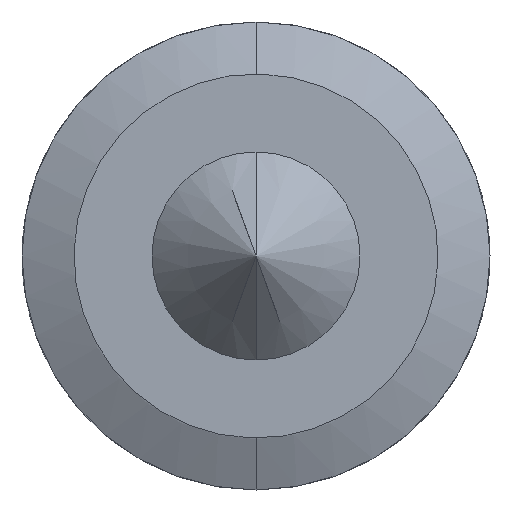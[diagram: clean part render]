
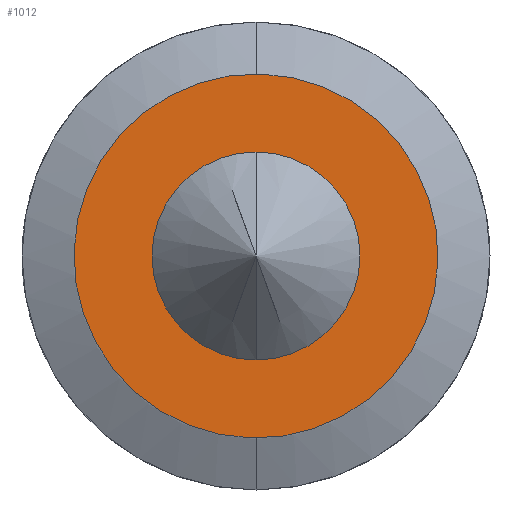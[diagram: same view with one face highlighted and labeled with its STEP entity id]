
A CAD part, front view. The second image highlights one B-rep face of the part: STEP entity #1012.
In plain terms, the highlighted planar face has unit normal (0, -1, 0).
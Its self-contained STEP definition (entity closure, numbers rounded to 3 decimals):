
#68 = CARTESIAN_POINT ( 'NONE',  ( 0., 0., -7. ) ) ;
#78 = CARTESIAN_POINT ( 'NONE',  ( 0., 0., 3.75 ) ) ;
#86 = CARTESIAN_POINT ( 'NONE',  ( 0., 0., 7. ) ) ;
#97 = CARTESIAN_POINT ( 'NONE',  ( 0., 0., -3.75 ) ) ;
#150 = VERTEX_POINT ( 'NONE', #78 ) ;
#160 = VERTEX_POINT ( 'NONE', #86 ) ;
#169 = VERTEX_POINT ( 'NONE', #68 ) ;
#173 = VERTEX_POINT ( 'NONE', #97 ) ;
#176 = ORIENTED_EDGE ( 'NONE', *, *, #985, .T. ) ;
#179 = ORIENTED_EDGE ( 'NONE', *, *, #984, .F. ) ;
#181 = ORIENTED_EDGE ( 'NONE', *, *, #987, .F. ) ;
#182 = ORIENTED_EDGE ( 'NONE', *, *, #983, .T. ) ;
#211 = EDGE_LOOP ( 'NONE', ( #179, #181 ) ) ;
#228 = EDGE_LOOP ( 'NONE', ( #176, #182 ) ) ;
#312 = CIRCLE ( 'NONE', #393, 7. ) ;
#382 = CIRCLE ( 'NONE', #386, 3.75 ) ;
#386 = AXIS2_PLACEMENT_3D ( 'NONE', #665, #656, #657 ) ;
#387 = CIRCLE ( 'NONE', #388, 7. ) ;
#388 = AXIS2_PLACEMENT_3D ( 'NONE', #621, #616, #672 ) ;
#389 = CIRCLE ( 'NONE', #390, 3.75 ) ;
#390 = AXIS2_PLACEMENT_3D ( 'NONE', #636, #714, #576 ) ;
#393 = AXIS2_PLACEMENT_3D ( 'NONE', #683, #631, #626 ) ;
#559 = DIRECTION ( 'NONE',  ( 0., 1., 0. ) ) ;
#576 = DIRECTION ( 'NONE',  ( 0., 0., 1. ) ) ;
#612 = PLANE ( 'NONE',  #801 ) ;
#616 = DIRECTION ( 'NONE',  ( 0., 1., 0. ) ) ;
#621 = CARTESIAN_POINT ( 'NONE',  ( 0., 0., 0. ) ) ;
#626 = DIRECTION ( 'NONE',  ( 0., 0., 1. ) ) ;
#631 = DIRECTION ( 'NONE',  ( 0., 1., 0. ) ) ;
#636 = CARTESIAN_POINT ( 'NONE',  ( 0., 0., 0. ) ) ;
#644 = CARTESIAN_POINT ( 'NONE',  ( 0., 0., 0. ) ) ;
#656 = DIRECTION ( 'NONE',  ( 0., 1., 0. ) ) ;
#657 = DIRECTION ( 'NONE',  ( 0., 0., 1. ) ) ;
#665 = CARTESIAN_POINT ( 'NONE',  ( 0., 0., 0. ) ) ;
#672 = DIRECTION ( 'NONE',  ( 0., 0., 1. ) ) ;
#676 = DIRECTION ( 'NONE',  ( 0., 0., 1. ) ) ;
#683 = CARTESIAN_POINT ( 'NONE',  ( 0., 0., 0. ) ) ;
#714 = DIRECTION ( 'NONE',  ( 0., 1., 0. ) ) ;
#760 = FACE_BOUND ( 'NONE', #228, .T. ) ;
#761 = FACE_OUTER_BOUND ( 'NONE', #211, .T. ) ;
#801 = AXIS2_PLACEMENT_3D ( 'NONE', #644, #559, #676 ) ;
#983 = EDGE_CURVE ( 'NONE', #150, #173, #382, .T. ) ;
#984 = EDGE_CURVE ( 'NONE', #169, #160, #387, .T. ) ;
#985 = EDGE_CURVE ( 'NONE', #173, #150, #389, .T. ) ;
#987 = EDGE_CURVE ( 'NONE', #160, #169, #312, .T. ) ;
#1012 = ADVANCED_FACE ( 'NONE', ( #761, #760 ), #612, .F. ) ;
